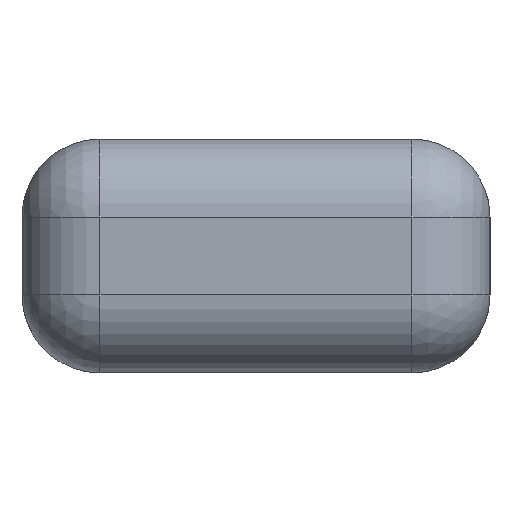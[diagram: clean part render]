
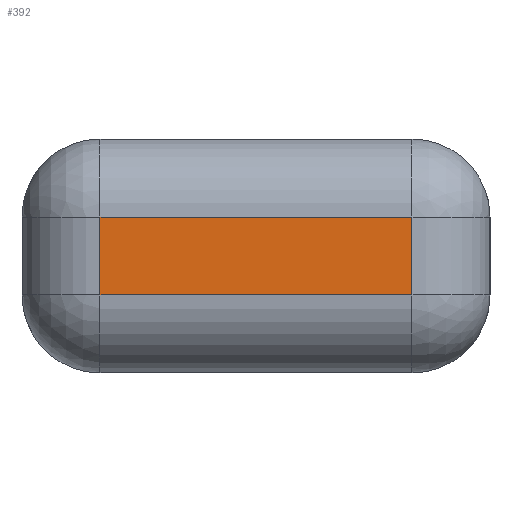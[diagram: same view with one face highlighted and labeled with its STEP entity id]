
A CAD part, left-side view. The second image highlights one B-rep face of the part: STEP entity #392.
In plain terms, the highlighted planar face has unit normal (-1, 0, 0).
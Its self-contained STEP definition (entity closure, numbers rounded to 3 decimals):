
#12 = EDGE_CURVE ( 'NONE', #131, #439, #422, .T. ) ;
#14 = EDGE_CURVE ( 'NONE', #579, #131, #804, .T. ) ;
#24 = DIRECTION ( 'NONE',  ( 0., -1., 0. ) ) ;
#62 = AXIS2_PLACEMENT_3D ( 'NONE', #625, #198, #122 ) ;
#66 = DIRECTION ( 'NONE',  ( 0., 0., 1. ) ) ;
#89 = CARTESIAN_POINT ( 'NONE',  ( -47.385, 2.736, 2. ) ) ;
#122 = DIRECTION ( 'NONE',  ( 0., 0., -1. ) ) ;
#129 = CARTESIAN_POINT ( 'NONE',  ( -47.385, 2.736, 2. ) ) ;
#131 = VERTEX_POINT ( 'NONE', #89 ) ;
#143 = VECTOR ( 'NONE', #66, 1000. ) ;
#144 = EDGE_CURVE ( 'NONE', #439, #805, #852, .T. ) ;
#198 = DIRECTION ( 'NONE',  ( 1., 0., 0. ) ) ;
#211 = CARTESIAN_POINT ( 'NONE',  ( -47.385, 2.736, 3. ) ) ;
#260 = EDGE_CURVE ( 'NONE', #805, #579, #862, .T. ) ;
#325 = VECTOR ( 'NONE', #24, 1000. ) ;
#336 = CARTESIAN_POINT ( 'NONE',  ( -47.385, -1.264, 1. ) ) ;
#365 = EDGE_LOOP ( 'NONE', ( #413, #702, #725, #836 ) ) ;
#392 = ADVANCED_FACE ( 'NONE', ( #636 ), #558, .F. ) ;
#413 = ORIENTED_EDGE ( 'NONE', *, *, #260, .T. ) ;
#420 = DIRECTION ( 'NONE',  ( 0., 1., 0. ) ) ;
#422 = LINE ( 'NONE', #211, #773 ) ;
#439 = VERTEX_POINT ( 'NONE', #753 ) ;
#443 = CARTESIAN_POINT ( 'NONE',  ( -47.385, 3.736, 1. ) ) ;
#449 = VECTOR ( 'NONE', #420, 1000. ) ;
#521 = CARTESIAN_POINT ( 'NONE',  ( -47.385, -1.264, 2. ) ) ;
#558 = PLANE ( 'NONE',  #62 ) ;
#579 = VERTEX_POINT ( 'NONE', #521 ) ;
#625 = CARTESIAN_POINT ( 'NONE',  ( -47.385, 3.736, 3. ) ) ;
#628 = CARTESIAN_POINT ( 'NONE',  ( -47.385, -1.264, 3. ) ) ;
#636 = FACE_OUTER_BOUND ( 'NONE', #365, .T. ) ;
#689 = DIRECTION ( 'NONE',  ( 0., 0., -1. ) ) ;
#702 = ORIENTED_EDGE ( 'NONE', *, *, #14, .T. ) ;
#725 = ORIENTED_EDGE ( 'NONE', *, *, #12, .T. ) ;
#753 = CARTESIAN_POINT ( 'NONE',  ( -47.385, 2.736, 1. ) ) ;
#773 = VECTOR ( 'NONE', #689, 1000. ) ;
#804 = LINE ( 'NONE', #129, #449 ) ;
#805 = VERTEX_POINT ( 'NONE', #336 ) ;
#836 = ORIENTED_EDGE ( 'NONE', *, *, #144, .T. ) ;
#852 = LINE ( 'NONE', #443, #325 ) ;
#862 = LINE ( 'NONE', #628, #143 ) ;
